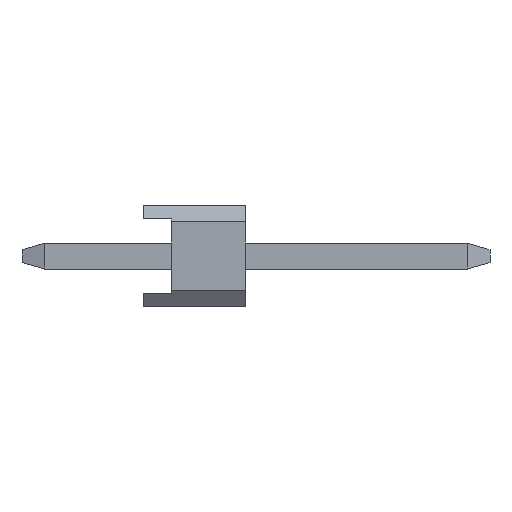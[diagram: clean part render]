
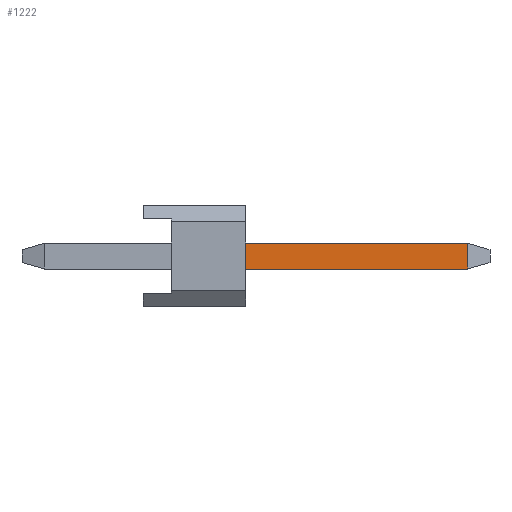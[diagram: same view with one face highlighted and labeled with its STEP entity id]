
A CAD part, left-side view. The second image highlights one B-rep face of the part: STEP entity #1222.
In plain terms, the highlighted planar face has unit normal (-1, 0, 0).
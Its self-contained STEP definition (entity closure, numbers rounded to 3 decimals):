
#1222=ADVANCED_FACE('',(#3102),#3103,.T.);
#1584=VERTEX_POINT('',#3509);
#1788=EDGE_CURVE('',#1584,#2118,#3737,.T.);
#2030=EDGE_CURVE('',#2074,#2442,#4008,.T.);
#2074=VERTEX_POINT('',#4053);
#2118=VERTEX_POINT('',#4101);
#2270=EDGE_CURVE('',#2118,#2074,#4268,.T.);
#2376=EDGE_CURVE('',#2442,#1584,#4378,.T.);
#2442=VERTEX_POINT('',#4446);
#3102=FACE_OUTER_BOUND('',#5261,.T.);
#3103=PLANE('',#5262);
#3509=CARTESIAN_POINT('',(-6.67,-2.54,-0.32));
#3737=LINE('',#6171,#6172);
#4008=LINE('',#6558,#6559);
#4053=CARTESIAN_POINT('',(-6.67,-8.054,0.32));
#4101=CARTESIAN_POINT('',(-6.67,-2.54,0.32));
#4268=LINE('',#6952,#6953);
#4378=LINE('',#7112,#7113);
#4446=CARTESIAN_POINT('',(-6.67,-8.054,-0.32));
#5261=EDGE_LOOP('',(#8105,#8106,#8107,#8108));
#5262=AXIS2_PLACEMENT_3D('',#8109,#8110,#8111);
#6171=CARTESIAN_POINT('',(-6.67,-2.54,0.252));
#6172=VECTOR('',#8811,1.0);
#6558=CARTESIAN_POINT('',(-6.67,-8.054,0.5));
#6559=VECTOR('',#9125,1.0);
#6952=CARTESIAN_POINT('',(-6.67,-2.8,0.32));
#6953=VECTOR('',#9358,1.0);
#7112=CARTESIAN_POINT('',(-6.67,2.454,-0.32));
#7113=VECTOR('',#9415,1.0);
#8105=ORIENTED_EDGE('',*,*,#1788,.F.);
#8106=ORIENTED_EDGE('',*,*,#2376,.F.);
#8107=ORIENTED_EDGE('',*,*,#2030,.F.);
#8108=ORIENTED_EDGE('',*,*,#2270,.F.);
#8109=CARTESIAN_POINT('',(-6.67,2.454,0.5));
#8110=DIRECTION('',(-1.0,0.,0.));
#8111=DIRECTION('',(0.,1.0,0.));
#8811=DIRECTION('',(0.,0.,1.0));
#9125=DIRECTION('',(0.0,0.,-1.0));
#9358=DIRECTION('',(0.,-1.0,0.));
#9415=DIRECTION('',(0.,1.0,0.));
